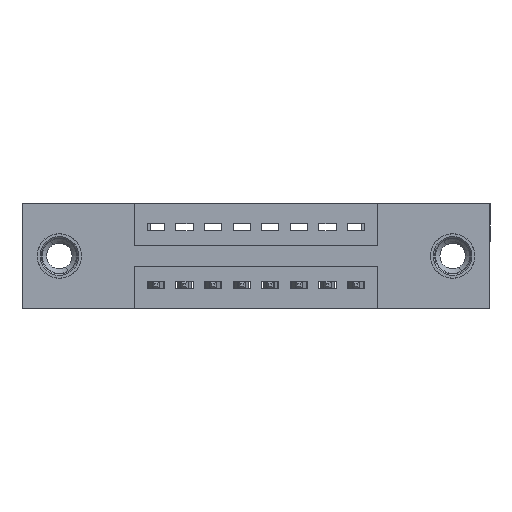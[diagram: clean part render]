
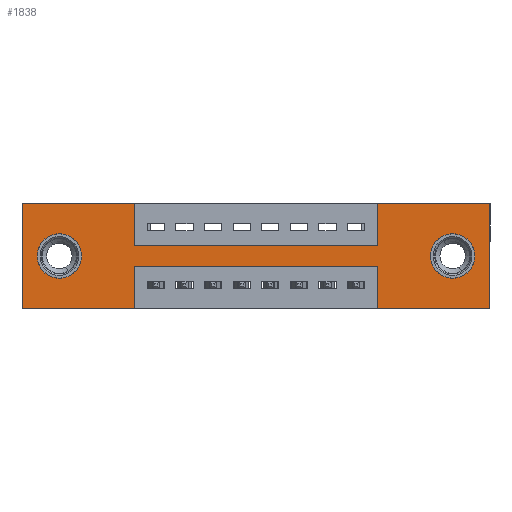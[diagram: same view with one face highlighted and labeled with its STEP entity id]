
A CAD part, front view. The second image highlights one B-rep face of the part: STEP entity #1838.
In plain terms, the highlighted planar face has unit normal (0, -1, 0).
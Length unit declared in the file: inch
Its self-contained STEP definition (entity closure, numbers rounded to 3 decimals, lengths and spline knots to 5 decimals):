
#5 = CARTESIAN_POINT ( 'NONE',  ( 0., 0., 0. ) ) ;
#71 = CARTESIAN_POINT ( 'NONE',  ( 1.2425, 0., 0. ) ) ;
#75 = LINE ( 'NONE', #10833, #3602 ) ;
#81 = DIRECTION ( 'NONE',  ( 0., 0., 1. ) ) ;
#108 = EDGE_CURVE ( 'NONE', #5976, #15028, #3452, .T. ) ;
#246 = CARTESIAN_POINT ( 'NONE',  ( 0.13, 0., -0.185 ) ) ;
#277 = ORIENTED_EDGE ( 'NONE', *, *, #6220, .F. ) ;
#501 = CARTESIAN_POINT ( 'NONE',  ( 1.635, 0., 0. ) ) ;
#565 = DIRECTION ( 'NONE',  ( 1., 0., 0. ) ) ;
#630 = EDGE_CURVE ( 'NONE', #9904, #4927, #8219, .T. ) ;
#905 = DIRECTION ( 'NONE',  ( 0., 0., -1. ) ) ;
#1012 = ORIENTED_EDGE ( 'NONE', *, *, #4540, .F. ) ;
#1020 = ORIENTED_EDGE ( 'NONE', *, *, #8087, .F. ) ;
#1178 = CARTESIAN_POINT ( 'NONE',  ( 1.2425, 0., -0.22 ) ) ;
#1383 = DIRECTION ( 'NONE',  ( 0., 0., 1. ) ) ;
#1408 = CIRCLE ( 'NONE', #14225, 0.078 ) ;
#1415 = CARTESIAN_POINT ( 'NONE',  ( 0.13, 0., -0.185 ) ) ;
#1472 = CARTESIAN_POINT ( 'NONE',  ( 0.3925, 0., -0.37 ) ) ;
#1503 = DIRECTION ( 'NONE',  ( 1., 0., 0. ) ) ;
#1557 = LINE ( 'NONE', #15114, #8989 ) ;
#1586 = LINE ( 'NONE', #5957, #6224 ) ;
#1594 = CARTESIAN_POINT ( 'NONE',  ( 1.505, 0., -0.185 ) ) ;
#1662 = ORIENTED_EDGE ( 'NONE', *, *, #2958, .T. ) ;
#1838 = ADVANCED_FACE ( 'NONE', ( #11571, #13443, #7099 ), #6309, .T. ) ;
#1914 = CARTESIAN_POINT ( 'NONE',  ( 1.635, 0., -0.37 ) ) ;
#1986 = CARTESIAN_POINT ( 'NONE',  ( 0.3925, 0., -0.22 ) ) ;
#2192 = CARTESIAN_POINT ( 'NONE',  ( 0., 0., -0.37 ) ) ;
#2377 = CARTESIAN_POINT ( 'NONE',  ( 1.2425, 0., -0.15 ) ) ;
#2385 = CARTESIAN_POINT ( 'NONE',  ( 0., 0., -0.37 ) ) ;
#2431 = VERTEX_POINT ( 'NONE', #9943 ) ;
#2543 = LINE ( 'NONE', #2192, #12929 ) ;
#2764 = CARTESIAN_POINT ( 'NONE',  ( 0.13, 0., -0.107 ) ) ;
#2838 = VERTEX_POINT ( 'NONE', #2764 ) ;
#2958 = EDGE_CURVE ( 'NONE', #4927, #9904, #13944, .T. ) ;
#3073 = DIRECTION ( 'NONE',  ( 0., 0., -1. ) ) ;
#3130 = DIRECTION ( 'NONE',  ( 0., 1., 0. ) ) ;
#3251 = CARTESIAN_POINT ( 'NONE',  ( 0.3925, 0., 0. ) ) ;
#3260 = VERTEX_POINT ( 'NONE', #3581 ) ;
#3405 = ORIENTED_EDGE ( 'NONE', *, *, #10323, .F. ) ;
#3452 = LINE ( 'NONE', #71, #7882 ) ;
#3478 = EDGE_CURVE ( 'NONE', #2431, #12770, #8140, .T. ) ;
#3495 = VERTEX_POINT ( 'NONE', #6416 ) ;
#3496 = LINE ( 'NONE', #3251, #12759 ) ;
#3563 = AXIS2_PLACEMENT_3D ( 'NONE', #5623, #10379, #905 ) ;
#3581 = CARTESIAN_POINT ( 'NONE',  ( 0.3925, 0., -0.15 ) ) ;
#3602 = VECTOR ( 'NONE', #10612, 39.37008 ) ;
#3661 = ORIENTED_EDGE ( 'NONE', *, *, #3478, .F. ) ;
#3745 = LINE ( 'NONE', #1986, #6148 ) ;
#3856 = DIRECTION ( 'NONE',  ( -1., 0., 0. ) ) ;
#4206 = ORIENTED_EDGE ( 'NONE', *, *, #14124, .T. ) ;
#4533 = DIRECTION ( 'NONE',  ( -1., 0., 0. ) ) ;
#4540 = EDGE_CURVE ( 'NONE', #10835, #3260, #3496, .T. ) ;
#4672 = DIRECTION ( 'NONE',  ( 0., 0., -1. ) ) ;
#4887 = VERTEX_POINT ( 'NONE', #13520 ) ;
#4927 = VERTEX_POINT ( 'NONE', #12566 ) ;
#5076 = DIRECTION ( 'NONE',  ( 0., 1., 0. ) ) ;
#5182 = VECTOR ( 'NONE', #8748, 39.37008 ) ;
#5456 = CARTESIAN_POINT ( 'NONE',  ( 0., 0., 0. ) ) ;
#5573 = ORIENTED_EDGE ( 'NONE', *, *, #7566, .F. ) ;
#5609 = CARTESIAN_POINT ( 'NONE',  ( 1.2425, 0., 0. ) ) ;
#5623 = CARTESIAN_POINT ( 'NONE',  ( 0., 0., -0.37 ) ) ;
#5946 = VECTOR ( 'NONE', #1503, 39.37008 ) ;
#5956 = VERTEX_POINT ( 'NONE', #1178 ) ;
#5957 = CARTESIAN_POINT ( 'NONE',  ( 0.3925, 0., -0.15 ) ) ;
#5976 = VERTEX_POINT ( 'NONE', #2377 ) ;
#6148 = VECTOR ( 'NONE', #3856, 39.37008 ) ;
#6220 = EDGE_CURVE ( 'NONE', #15028, #2431, #11102, .T. ) ;
#6224 = VECTOR ( 'NONE', #8394, 39.37008 ) ;
#6309 = PLANE ( 'NONE',  #3563 ) ;
#6312 = ORIENTED_EDGE ( 'NONE', *, *, #630, .T. ) ;
#6362 = CARTESIAN_POINT ( 'NONE',  ( 0.3925, 0., 0. ) ) ;
#6416 = CARTESIAN_POINT ( 'NONE',  ( 1.2425, 0., -0.37 ) ) ;
#6581 = CARTESIAN_POINT ( 'NONE',  ( 0., 0., 0. ) ) ;
#6883 = LINE ( 'NONE', #13830, #5946 ) ;
#6911 = ORIENTED_EDGE ( 'NONE', *, *, #8387, .F. ) ;
#7054 = EDGE_CURVE ( 'NONE', #7465, #4887, #8057, .T. ) ;
#7099 = FACE_OUTER_BOUND ( 'NONE', #10934, .T. ) ;
#7201 = VERTEX_POINT ( 'NONE', #13001 ) ;
#7337 = ORIENTED_EDGE ( 'NONE', *, *, #108, .F. ) ;
#7465 = VERTEX_POINT ( 'NONE', #10277 ) ;
#7536 = AXIS2_PLACEMENT_3D ( 'NONE', #1415, #13269, #81 ) ;
#7566 = EDGE_CURVE ( 'NONE', #12770, #3495, #1557, .T. ) ;
#7882 = VECTOR ( 'NONE', #9592, 39.37008 ) ;
#8029 = EDGE_LOOP ( 'NONE', ( #1662, #6312 ) ) ;
#8057 = LINE ( 'NONE', #1472, #11095 ) ;
#8079 = ORIENTED_EDGE ( 'NONE', *, *, #9367, .F. ) ;
#8087 = EDGE_CURVE ( 'NONE', #3495, #5956, #75, .T. ) ;
#8140 = LINE ( 'NONE', #501, #5182 ) ;
#8219 = CIRCLE ( 'NONE', #11142, 0.078 ) ;
#8258 = VECTOR ( 'NONE', #565, 39.37008 ) ;
#8387 = EDGE_CURVE ( 'NONE', #13369, #13316, #10474, .T. ) ;
#8394 = DIRECTION ( 'NONE',  ( 1., 0., 0. ) ) ;
#8728 = DIRECTION ( 'NONE',  ( 0., 0., -1. ) ) ;
#8748 = DIRECTION ( 'NONE',  ( 0., 0., -1. ) ) ;
#8989 = VECTOR ( 'NONE', #15019, 39.37008 ) ;
#9218 = ORIENTED_EDGE ( 'NONE', *, *, #13130, .F. ) ;
#9367 = EDGE_CURVE ( 'NONE', #13316, #10835, #6883, .T. ) ;
#9592 = DIRECTION ( 'NONE',  ( 0., 0., 1. ) ) ;
#9748 = ORIENTED_EDGE ( 'NONE', *, *, #13257, .F. ) ;
#9904 = VERTEX_POINT ( 'NONE', #12842 ) ;
#9943 = CARTESIAN_POINT ( 'NONE',  ( 1.635, 0., 0. ) ) ;
#10258 = ORIENTED_EDGE ( 'NONE', *, *, #7054, .F. ) ;
#10277 = CARTESIAN_POINT ( 'NONE',  ( 0.3925, 0., -0.22 ) ) ;
#10323 = EDGE_CURVE ( 'NONE', #5956, #7465, #3745, .T. ) ;
#10379 = DIRECTION ( 'NONE',  ( 0., -1., 0. ) ) ;
#10474 = LINE ( 'NONE', #5456, #15089 ) ;
#10519 = CIRCLE ( 'NONE', #7536, 0.078 ) ;
#10612 = DIRECTION ( 'NONE',  ( 0., 0., 1. ) ) ;
#10641 = AXIS2_PLACEMENT_3D ( 'NONE', #14996, #3130, #3073 ) ;
#10833 = CARTESIAN_POINT ( 'NONE',  ( 1.2425, 0., -0.37 ) ) ;
#10835 = VERTEX_POINT ( 'NONE', #6362 ) ;
#10934 = EDGE_LOOP ( 'NONE', ( #10258, #3405, #1020, #5573, #3661, #277, #7337, #9748, #1012, #8079, #6911, #9218 ) ) ;
#11095 = VECTOR ( 'NONE', #8728, 39.37008 ) ;
#11102 = LINE ( 'NONE', #6581, #8258 ) ;
#11142 = AXIS2_PLACEMENT_3D ( 'NONE', #1594, #13562, #11186 ) ;
#11186 = DIRECTION ( 'NONE',  ( 0., 0., -1. ) ) ;
#11571 = FACE_BOUND ( 'NONE', #8029, .T. ) ;
#11587 = EDGE_LOOP ( 'NONE', ( #4206, #13647 ) ) ;
#12513 = DIRECTION ( 'NONE',  ( 0., 0., 1. ) ) ;
#12566 = CARTESIAN_POINT ( 'NONE',  ( 1.505, 0., -0.107 ) ) ;
#12759 = VECTOR ( 'NONE', #4672, 39.37008 ) ;
#12770 = VERTEX_POINT ( 'NONE', #1914 ) ;
#12842 = CARTESIAN_POINT ( 'NONE',  ( 1.505, 0., -0.263 ) ) ;
#12929 = VECTOR ( 'NONE', #4533, 39.37008 ) ;
#13001 = CARTESIAN_POINT ( 'NONE',  ( 0.13, 0., -0.263 ) ) ;
#13130 = EDGE_CURVE ( 'NONE', #4887, #13369, #2543, .T. ) ;
#13257 = EDGE_CURVE ( 'NONE', #3260, #5976, #1586, .T. ) ;
#13269 = DIRECTION ( 'NONE',  ( 0., 1., 0. ) ) ;
#13316 = VERTEX_POINT ( 'NONE', #5 ) ;
#13369 = VERTEX_POINT ( 'NONE', #2385 ) ;
#13443 = FACE_BOUND ( 'NONE', #11587, .T. ) ;
#13520 = CARTESIAN_POINT ( 'NONE',  ( 0.3925, 0., -0.37 ) ) ;
#13562 = DIRECTION ( 'NONE',  ( 0., 1., 0. ) ) ;
#13647 = ORIENTED_EDGE ( 'NONE', *, *, #14707, .T. ) ;
#13830 = CARTESIAN_POINT ( 'NONE',  ( 0., 0., 0. ) ) ;
#13944 = CIRCLE ( 'NONE', #10641, 0.078 ) ;
#14124 = EDGE_CURVE ( 'NONE', #2838, #7201, #1408, .T. ) ;
#14225 = AXIS2_PLACEMENT_3D ( 'NONE', #246, #5076, #1383 ) ;
#14707 = EDGE_CURVE ( 'NONE', #7201, #2838, #10519, .T. ) ;
#14996 = CARTESIAN_POINT ( 'NONE',  ( 1.505, 0., -0.185 ) ) ;
#15019 = DIRECTION ( 'NONE',  ( -1., 0., 0. ) ) ;
#15028 = VERTEX_POINT ( 'NONE', #5609 ) ;
#15089 = VECTOR ( 'NONE', #12513, 39.37008 ) ;
#15114 = CARTESIAN_POINT ( 'NONE',  ( 0., 0., -0.37 ) ) ;
